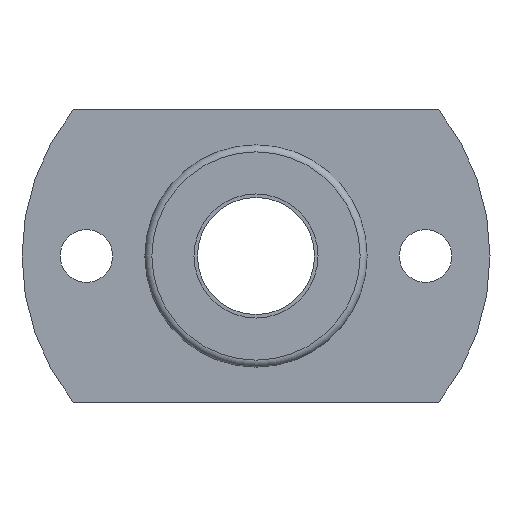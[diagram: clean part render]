
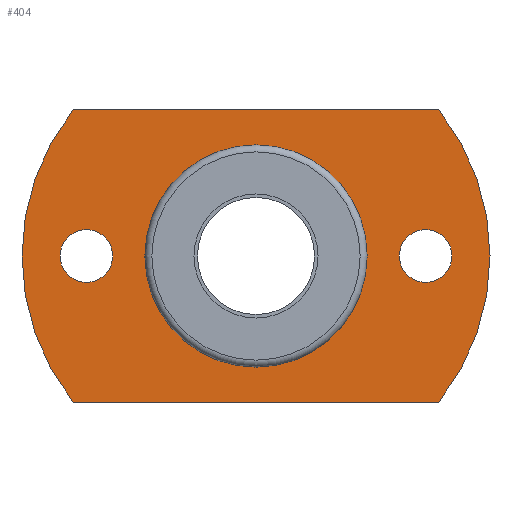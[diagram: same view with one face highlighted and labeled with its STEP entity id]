
A CAD part, left-side view. The second image highlights one B-rep face of the part: STEP entity #404.
In plain terms, the highlighted planar face has unit normal (-1, 0, 0).
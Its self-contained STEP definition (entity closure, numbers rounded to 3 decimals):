
#23=LINE('',#689,#31);
#27=LINE('',#700,#35);
#31=VECTOR('',#560,1000.);
#35=VECTOR('',#572,1000.);
#42=PLANE('',#466);
#91=ORIENTED_EDGE('',*,*,#160,.F.);
#92=ORIENTED_EDGE('',*,*,#161,.T.);
#93=ORIENTED_EDGE('',*,*,#136,.F.);
#94=ORIENTED_EDGE('',*,*,#150,.F.);
#95=ORIENTED_EDGE('',*,*,#159,.F.);
#96=ORIENTED_EDGE('',*,*,#156,.F.);
#97=ORIENTED_EDGE('',*,*,#153,.F.);
#136=EDGE_CURVE('',#177,#177,#214,.F.);
#150=EDGE_CURVE('',#191,#192,#227,.T.);
#153=EDGE_CURVE('',#192,#194,#23,.T.);
#156=EDGE_CURVE('',#194,#196,#229,.T.);
#159=EDGE_CURVE('',#196,#191,#27,.T.);
#160=EDGE_CURVE('',#197,#197,#230,.T.);
#161=EDGE_CURVE('',#198,#198,#231,.T.);
#177=VERTEX_POINT('',#644);
#191=VERTEX_POINT('',#682);
#192=VERTEX_POINT('',#684);
#194=VERTEX_POINT('',#690);
#196=VERTEX_POINT('',#696);
#197=VERTEX_POINT('',#703);
#198=VERTEX_POINT('',#705);
#214=CIRCLE('',#436,9.5);
#227=CIRCLE('',#460,20.);
#229=CIRCLE('',#464,20.);
#230=CIRCLE('',#467,2.25);
#231=CIRCLE('',#468,2.25);
#272=EDGE_LOOP('',(#91));
#273=EDGE_LOOP('',(#92));
#274=EDGE_LOOP('',(#93));
#275=EDGE_LOOP('',(#94,#95,#96,#97));
#336=FACE_BOUND('',#272,.T.);
#337=FACE_BOUND('',#273,.T.);
#338=FACE_BOUND('',#274,.T.);
#339=FACE_BOUND('',#275,.T.);
#404=ADVANCED_FACE('',(#336,#337,#338,#339),#42,.F.);
#436=AXIS2_PLACEMENT_3D('',#643,#505,#506);
#460=AXIS2_PLACEMENT_3D('',#683,#554,#555);
#464=AXIS2_PLACEMENT_3D('',#695,#566,#567);
#466=AXIS2_PLACEMENT_3D('',#701,#573,#574);
#467=AXIS2_PLACEMENT_3D('',#702,#575,#576);
#468=AXIS2_PLACEMENT_3D('',#704,#577,#578);
#505=DIRECTION('',(1.,0.,0.));
#506=DIRECTION('',(0.,0.,-1.));
#554=DIRECTION('',(1.,0.,0.));
#555=DIRECTION('',(0.,0.,-1.));
#560=DIRECTION('',(0.,-1.,0.));
#566=DIRECTION('',(1.,0.,0.));
#567=DIRECTION('',(0.,0.,-1.));
#572=DIRECTION('',(0.,1.,0.));
#573=DIRECTION('',(1.,0.,0.));
#574=DIRECTION('',(0.,0.,-1.));
#575=DIRECTION('',(-1.,0.,0.));
#576=DIRECTION('',(0.,0.,1.));
#577=DIRECTION('',(1.,0.,0.));
#578=DIRECTION('',(0.,0.,-1.));
#643=CARTESIAN_POINT('',(-28.,0.,0.));
#644=CARTESIAN_POINT('',(-28.,0.,-9.5));
#682=CARTESIAN_POINT('',(-28.,15.612,-12.5));
#683=CARTESIAN_POINT('',(-28.,0.,0.));
#684=CARTESIAN_POINT('',(-28.,15.612,12.5));
#689=CARTESIAN_POINT('',(-28.,15.612,12.5));
#690=CARTESIAN_POINT('',(-28.,-15.612,12.5));
#695=CARTESIAN_POINT('',(-28.,0.,0.));
#696=CARTESIAN_POINT('',(-28.,-15.612,-12.5));
#700=CARTESIAN_POINT('',(-28.,-15.612,-12.5));
#701=CARTESIAN_POINT('',(-28.,0.,0.));
#702=CARTESIAN_POINT('',(-28.,-14.5,0.));
#703=CARTESIAN_POINT('',(-28.,-14.5,2.25));
#704=CARTESIAN_POINT('',(-28.,14.5,0.));
#705=CARTESIAN_POINT('',(-28.,14.5,-2.25));
